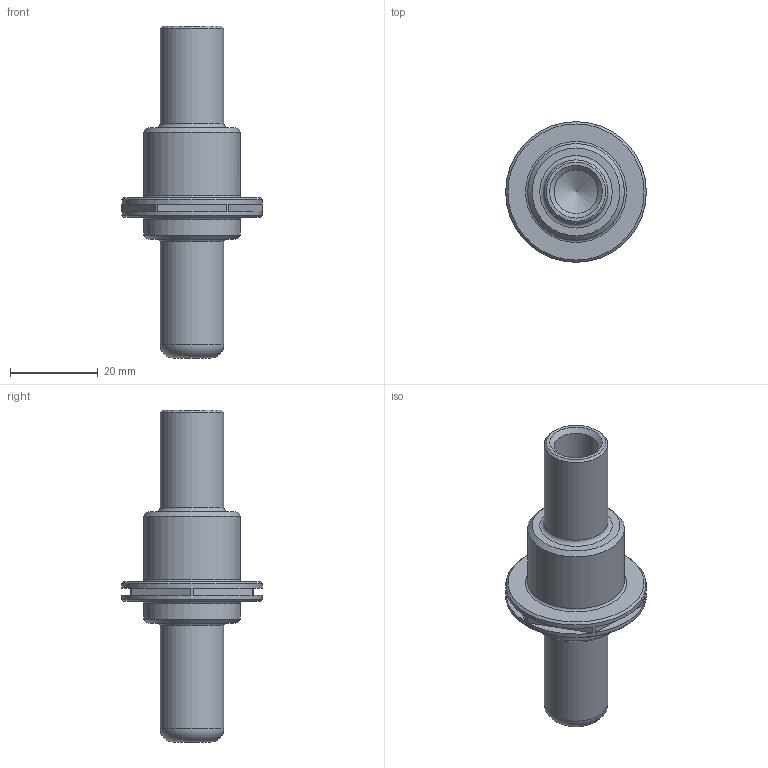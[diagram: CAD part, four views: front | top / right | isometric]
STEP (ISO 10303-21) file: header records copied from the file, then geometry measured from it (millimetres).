
FILE_DESCRIPTION(/* description */ (''),/* implementation_level */ '2;1');
FILE_NAME(/* name */ '3D_1010291011801_CHSM350PE-50_V1.0.stp',/* time_stamp */ '2024-03-16T13:32:44+08:00',/* author */ (''),/* organization */ (''),/* preprocessor_version */ 'ST-DEVELOPER v18.1',/* originating_system */ 'SIEMENS PLM Software NX 1980',/* authorisation */ '');
FILE_SCHEMA (('AUTOMOTIVE_DESIGN { 1 0 10303 214 3 1 1 1 }'));
Length unit declared in the file: millimetre
Products named in the file (1): 2010290011801_01-MC350PE-50_未镀_350A冷压接地公插针
Bounding box: 32 x 32 x 75.6 mm (x, y, z)
Volume: 17157.3 mm3; surface area: 6682.5 mm2
Topology: 1 solids, 1 shells, 43 faces, 85 edges, 53 vertices
Faces by surface type: plane 24, cylinder 7, cone 7, torus 5
Full cylindrical faces by diameter (mm): 2 x1, 10 x1, 14.5 x2, 22 x2, 32 x1
Entity records: 1108 total; most frequent: CARTESIAN_POINT 268, DIRECTION 182, ORIENTED_EDGE 122, AXIS2_PLACEMENT_3D 79, EDGE_LOOP 73, EDGE_CURVE 61, FACE_BOUND 55, VERTEX_POINT 49
